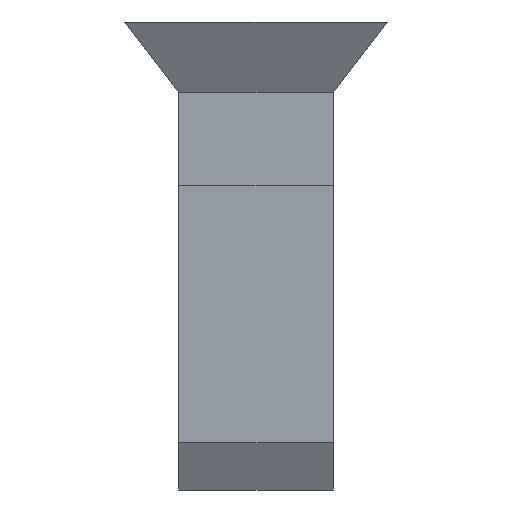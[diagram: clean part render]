
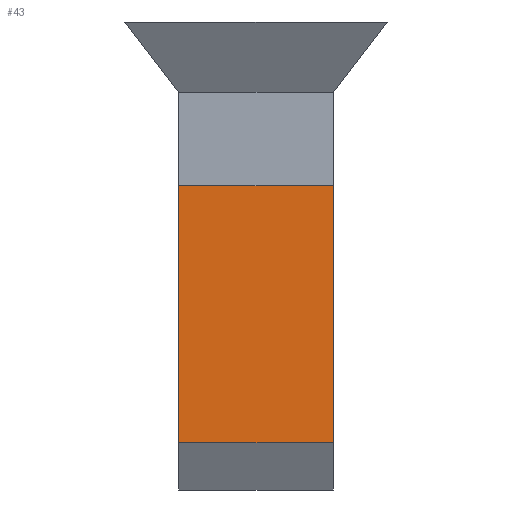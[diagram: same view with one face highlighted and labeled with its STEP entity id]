
A CAD part, top view. The second image highlights one B-rep face of the part: STEP entity #43.
In plain terms, the highlighted planar face has unit normal (0, 0, 1).
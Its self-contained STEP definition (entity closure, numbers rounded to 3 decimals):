
#43=ADVANCED_FACE('',(#73),#58,.F.);
#58=PLANE('',#301);
#73=FACE_OUTER_BOUND('',#88,.T.);
#88=EDGE_LOOP('',(#106,#107,#108,#109));
#106=ORIENTED_EDGE('',*,*,#198,.F.);
#107=ORIENTED_EDGE('',*,*,#199,.F.);
#108=ORIENTED_EDGE('',*,*,#194,.T.);
#109=ORIENTED_EDGE('',*,*,#200,.F.);
#172=VERTEX_POINT('',#384);
#173=VERTEX_POINT('',#385);
#176=VERTEX_POINT('',#393);
#177=VERTEX_POINT('',#394);
#194=EDGE_CURVE('',#172,#173,#229,.T.);
#198=EDGE_CURVE('',#176,#177,#233,.T.);
#199=EDGE_CURVE('',#172,#176,#234,.T.);
#200=EDGE_CURVE('',#177,#173,#235,.T.);
#229=LINE('',#383,#264);
#233=LINE('',#392,#268);
#234=LINE('',#395,#269);
#235=LINE('',#396,#270);
#264=VECTOR('',#317,1.);
#268=VECTOR('',#323,1.);
#269=VECTOR('',#324,1.);
#270=VECTOR('',#325,1.);
#301=AXIS2_PLACEMENT_3D('',#397,#326,#327);
#317=DIRECTION('',(1.,0.,0.));
#323=DIRECTION('',(1.,0.,0.));
#324=DIRECTION('',(0.,1.,0.));
#325=DIRECTION('',(0.,-1.,0.));
#326=DIRECTION('',(0.,0.,-1.));
#327=DIRECTION('',(0.,1.,0.));
#383=CARTESIAN_POINT('',(-0.825,-4.498,2.79));
#384=CARTESIAN_POINT('',(-0.825,-4.498,2.79));
#385=CARTESIAN_POINT('',(0.825,-4.498,2.79));
#392=CARTESIAN_POINT('',(-0.825,-1.75,2.79));
#393=CARTESIAN_POINT('',(-0.825,-1.75,2.79));
#394=CARTESIAN_POINT('',(0.825,-1.75,2.79));
#395=CARTESIAN_POINT('',(-0.825,-4.498,2.79));
#396=CARTESIAN_POINT('',(0.825,-1.75,2.79));
#397=CARTESIAN_POINT('',(-1.043,-4.498,2.79));
